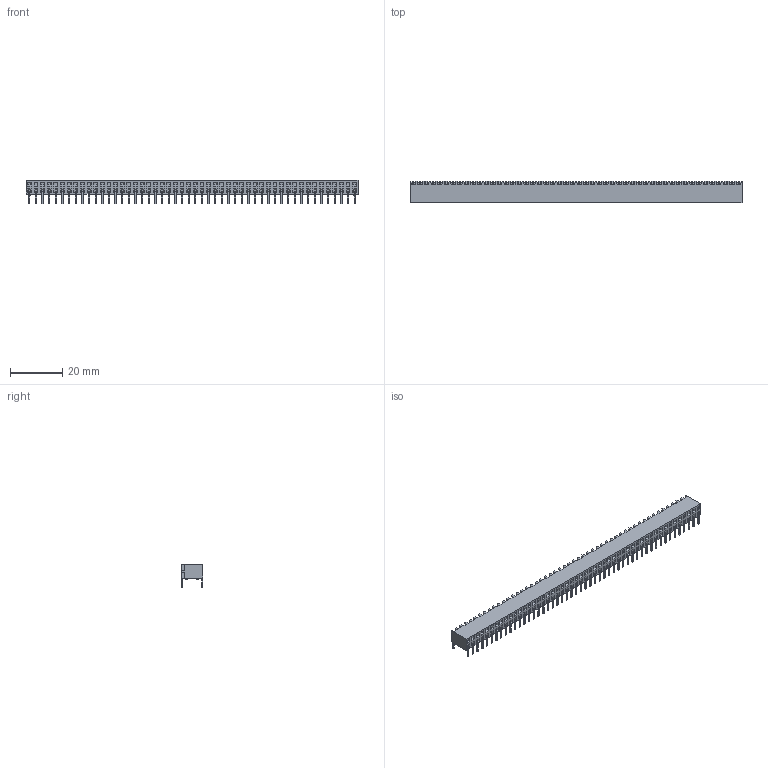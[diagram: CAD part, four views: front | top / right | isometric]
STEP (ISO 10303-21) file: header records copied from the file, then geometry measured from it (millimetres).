
FILE_DESCRIPTION((''),'2;1');
FILE_NAME('SAMTEC_BCS-150-L-D-HE.stp','2011-09-27T11:27:36',(''),(''),'Mechanical Desktop 2011','Mechanical Desktop 2011',', , ');
FILE_SCHEMA(('AUTOMOTIVE_DESIGN { 1 2 10303 214 1 1 1 1 }'));
Length unit declared in the file: millimetre
Products named in the file (1): Product
Bounding box: 127 x 8.13 x 8.83 mm (x, y, z)
Volume: 4972.1 mm3; surface area: 6963.6 mm2
Topology: 106 solids, 106 shells, 2388 faces, 6650 edges, 4360 vertices
Faces by surface type: plane 1619, bspline 611, cylinder 150, sphere 8
Entity records: 76668 total; most frequent: CARTESIAN_POINT 16616, ORIENTED_EDGE 13268, DIRECTION 10714, EDGE_CURVE 6634, VECTOR 6110, LINE 6110, VERTEX_POINT 4360, EDGE_LOOP 2488
